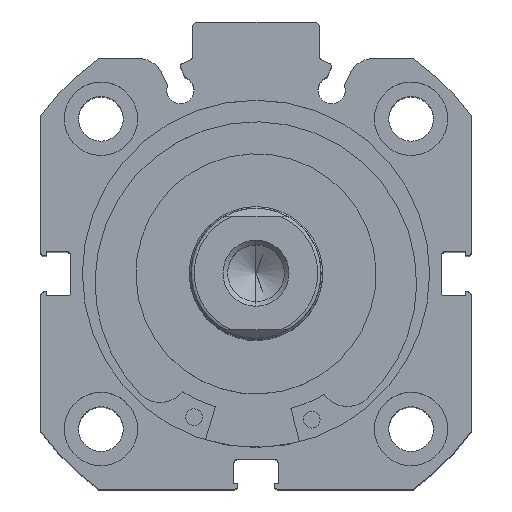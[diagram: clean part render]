
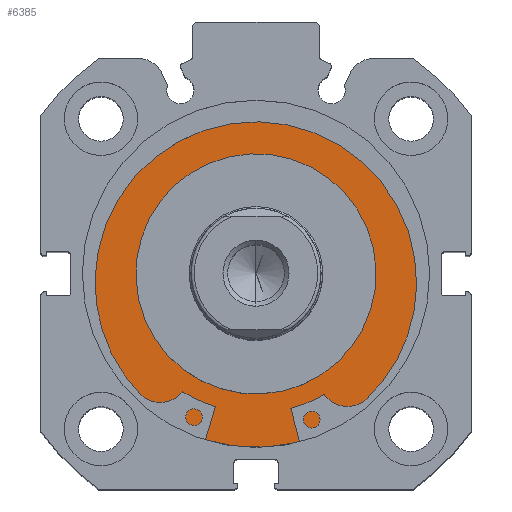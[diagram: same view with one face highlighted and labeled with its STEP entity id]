
A CAD part, top view. The second image highlights one B-rep face of the part: STEP entity #6385.
In plain terms, the highlighted face is planar.
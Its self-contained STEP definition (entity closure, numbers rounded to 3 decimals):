
#286 = VERTEX_POINT ( 'NONE', #4425 ) ;
#303 = VERTEX_POINT ( 'NONE', #4577 ) ;
#306 = VERTEX_POINT ( 'NONE', #4295 ) ;
#320 = VERTEX_POINT ( 'NONE', #4422 ) ;
#516 = CARTESIAN_POINT ( 'NONE',  ( 3.5, 26., 0. ) ) ;
#517 = PLANE ( 'NONE',  #5443 ) ;
#518 = DIRECTION ( 'NONE',  ( 1., 0., 0. ) ) ;
#519 = DIRECTION ( 'NONE',  ( 0., 0., -1. ) ) ;
#3281 = CIRCLE ( 'NONE', #5271, 26. ) ;
#3347 = CIRCLE ( 'NONE', #5287, 26. ) ;
#3360 = CIRCLE ( 'NONE', #5288, 18. ) ;
#3397 = CIRCLE ( 'NONE', #5301, 18. ) ;
#3642 = FACE_BOUND ( 'NONE', #5051, .T. ) ;
#3648 = FACE_OUTER_BOUND ( 'NONE', #4993, .T. ) ;
#4191 = DIRECTION ( 'NONE',  ( 0., 0., 1. ) ) ;
#4192 = DIRECTION ( 'NONE',  ( -1., 0., 0. ) ) ;
#4194 = CARTESIAN_POINT ( 'NONE',  ( 3.5, 0., 0. ) ) ;
#4284 = CARTESIAN_POINT ( 'NONE',  ( 3.5, 0., 0. ) ) ;
#4290 = DIRECTION ( 'NONE',  ( -1., 0., 0. ) ) ;
#4295 = CARTESIAN_POINT ( 'NONE',  ( 3.5, 0., -18. ) ) ;
#4297 = DIRECTION ( 'NONE',  ( 0., 0., 1. ) ) ;
#4383 = DIRECTION ( 'NONE',  ( -1., 0., 0. ) ) ;
#4422 = CARTESIAN_POINT ( 'NONE',  ( 3.5, 0., 26. ) ) ;
#4425 = CARTESIAN_POINT ( 'NONE',  ( 3.5, 0., 18. ) ) ;
#4453 = CARTESIAN_POINT ( 'NONE',  ( 3.5, 0., 0. ) ) ;
#4465 = CARTESIAN_POINT ( 'NONE',  ( 3.5, 0., 0. ) ) ;
#4470 = DIRECTION ( 'NONE',  ( -1., 0., 0. ) ) ;
#4472 = DIRECTION ( 'NONE',  ( 0., 0., 1. ) ) ;
#4477 = DIRECTION ( 'NONE',  ( 0., 0., 1. ) ) ;
#4577 = CARTESIAN_POINT ( 'NONE',  ( 3.5, 0., -26. ) ) ;
#4738 = ORIENTED_EDGE ( 'NONE', *, *, #5224, .F. ) ;
#4759 = ORIENTED_EDGE ( 'NONE', *, *, #5189, .T. ) ;
#4840 = ORIENTED_EDGE ( 'NONE', *, *, #5219, .T. ) ;
#4968 = ORIENTED_EDGE ( 'NONE', *, *, #5247, .F. ) ;
#4993 = EDGE_LOOP ( 'NONE', ( #4759, #4840 ) ) ;
#5051 = EDGE_LOOP ( 'NONE', ( #4968, #4738 ) ) ;
#5189 = EDGE_CURVE ( 'NONE', #320, #303, #3281, .T. ) ;
#5219 = EDGE_CURVE ( 'NONE', #303, #320, #3347, .T. ) ;
#5224 = EDGE_CURVE ( 'NONE', #306, #286, #3360, .T. ) ;
#5247 = EDGE_CURVE ( 'NONE', #286, #306, #3397, .T. ) ;
#5271 = AXIS2_PLACEMENT_3D ( 'NONE', #4284, #4290, #4297 ) ;
#5287 = AXIS2_PLACEMENT_3D ( 'NONE', #4453, #4383, #4477 ) ;
#5288 = AXIS2_PLACEMENT_3D ( 'NONE', #4465, #4470, #4472 ) ;
#5301 = AXIS2_PLACEMENT_3D ( 'NONE', #4194, #4192, #4191 ) ;
#5443 = AXIS2_PLACEMENT_3D ( 'NONE', #516, #518, #519 ) ;
#6385 = ADVANCED_FACE ( 'NONE', ( #3642, #3648 ), #517, .F. ) ;
